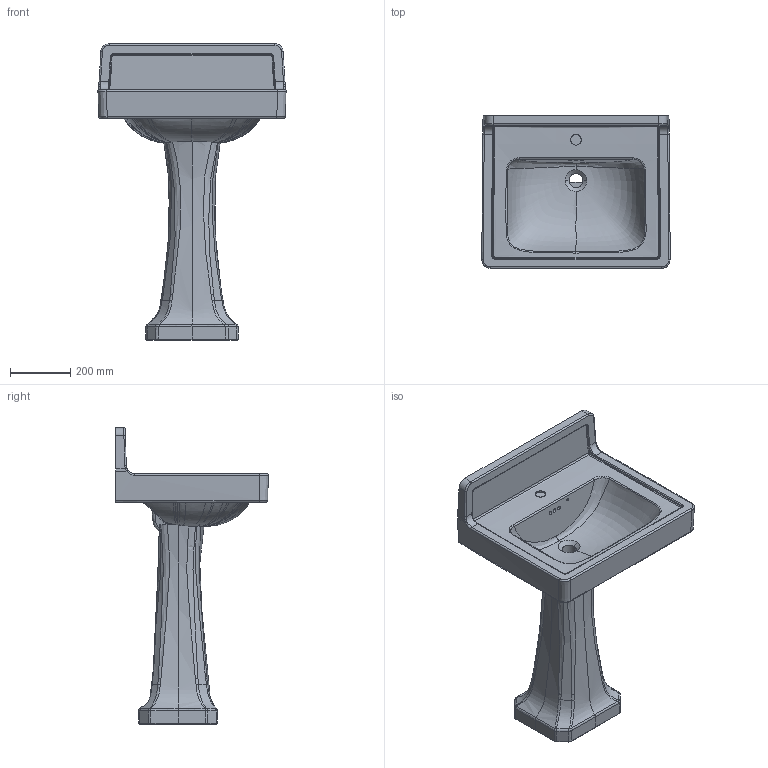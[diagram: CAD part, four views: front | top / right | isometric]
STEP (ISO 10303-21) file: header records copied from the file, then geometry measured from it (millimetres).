
FILE_DESCRIPTION(/* description */ (''),/* implementation_level */ '2;1');
FILE_NAME(/* name */ 'LPY786B',/* time_stamp */ '2022-05-11T10:53:39+08:00',/* author */ (''),/* organization */ (''),/* preprocessor_version */ 'ST-DEVELOPER v15',/* originating_system */ '',/* authorisation */ '');
FILE_SCHEMA (('AUTOMOTIVE_DESIGN'));
Length unit declared in the file: millimetre
Products named in the file (1): Document
Bounding box: 623.48 x 506.4 x 981.6 mm (x, y, z)
Surface area: 1838710.5 mm2 (no closed solid volume)
Topology: 0 solids, 2 shells, 401 faces, 1027 edges, 612 vertices
Faces by surface type: bspline 364, plane 37
Entity records: 75145 total; most frequent: CARTESIAN_POINT 69447, ORIENTED_EDGE 1998, EDGE_CURVE 1029, VERTEX_POINT 612, B_SPLINE_CURVE_WITH_KNOTS 597, EDGE_LOOP 411, ADVANCED_FACE 401, FACE_OUTER_BOUND 401
